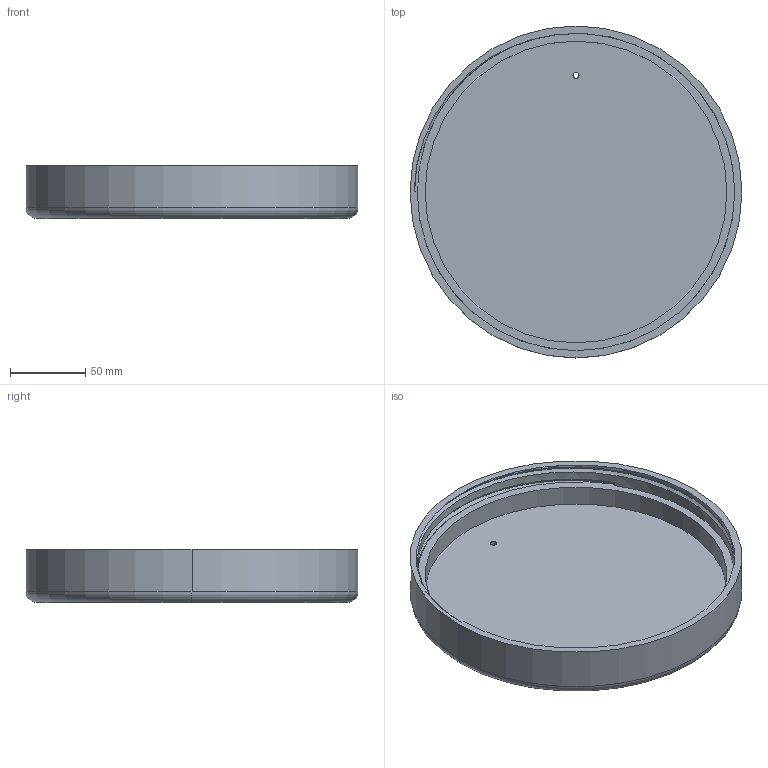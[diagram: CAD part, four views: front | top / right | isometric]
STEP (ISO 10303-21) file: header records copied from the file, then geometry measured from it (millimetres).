
FILE_DESCRIPTION (( 'STEP AP203' ), '1' );
FILE_NAME ('top Cover.STEP', '2025-07-01T22:54:41', ( '' ), ( '' ), 'SwSTEP 2.0', 'SolidWorks 2023', '' );
FILE_SCHEMA (( 'CONFIG_CONTROL_DESIGN' ));
Length unit declared in the file: millimetre
Products named in the file (1): top Cover
Bounding box: 220 x 220 x 35 mm (x, y, z)
Volume: 393461.4 mm3; surface area: 117504.8 mm2
Topology: 1 solids, 1 shells, 22 faces, 55 edges, 37 vertices
Faces by surface type: cylinder 11, plane 6, bspline 3, torus 2
Entity records: 5496 total; most frequent: CARTESIAN_POINT 4922, ORIENTED_EDGE 110, DIRECTION 94, EDGE_CURVE 55, AXIS2_PLACEMENT_3D 41, VERTEX_POINT 37, EDGE_LOOP 26, ADVANCED_FACE 22
